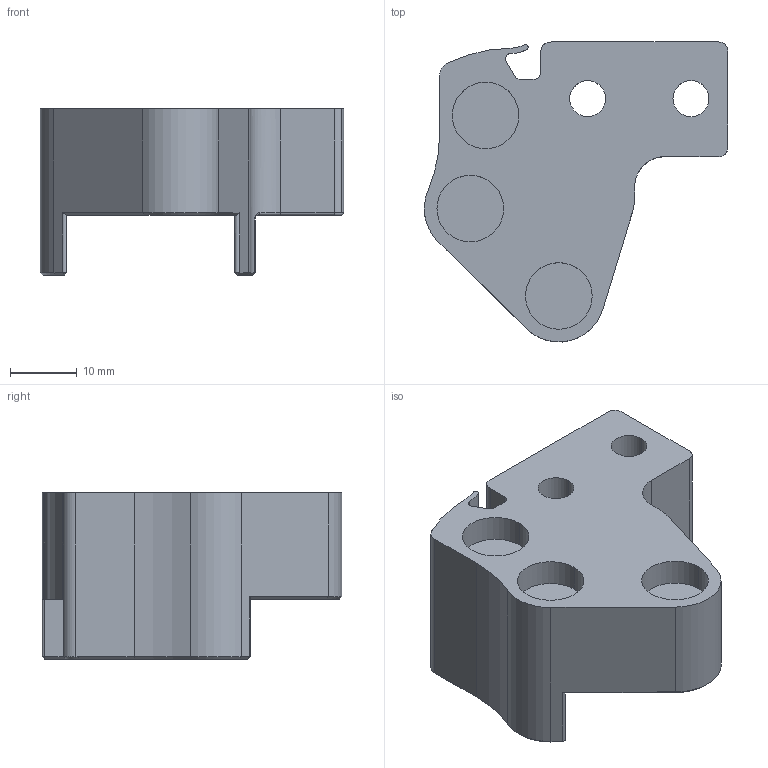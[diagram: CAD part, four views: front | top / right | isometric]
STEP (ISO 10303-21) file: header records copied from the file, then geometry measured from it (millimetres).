
FILE_DESCRIPTION (( 'STEP AP203' ), '1' );
FILE_NAME ('distanziale.STEP', '2024-10-29T21:19:55', ( '' ), ( '' ), 'SwSTEP 2.0', 'SolidWorks 2024', '' );
FILE_SCHEMA (( 'CONFIG_CONTROL_DESIGN' ));
Length unit declared in the file: millimetre
Products named in the file (1): distanziale
Bounding box: 45.51 x 45 x 25 mm (x, y, z)
Volume: 19830.6 mm3; surface area: 7887.3 mm2
Topology: 1 solids, 1 shells, 127 faces, 312 edges, 187 vertices
Faces by surface type: cylinder 48, plane 40, cone 27, bspline 10, torus 2
Entity records: 4077 total; most frequent: CARTESIAN_POINT 1037, DIRECTION 638, ORIENTED_EDGE 612, EDGE_CURVE 306, AXIS2_PLACEMENT_3D 243, VERTEX_POINT 187, LINE 152, VECTOR 152
